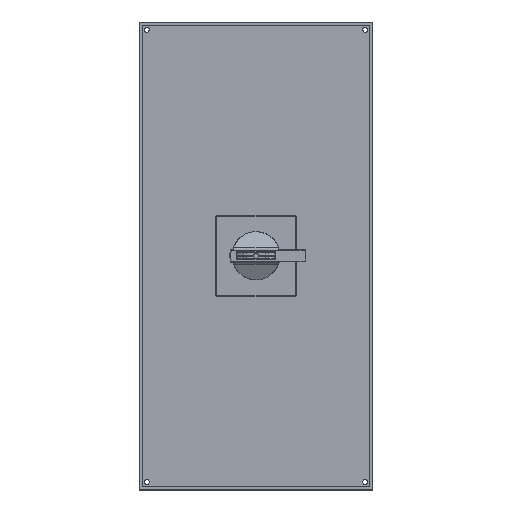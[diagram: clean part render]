
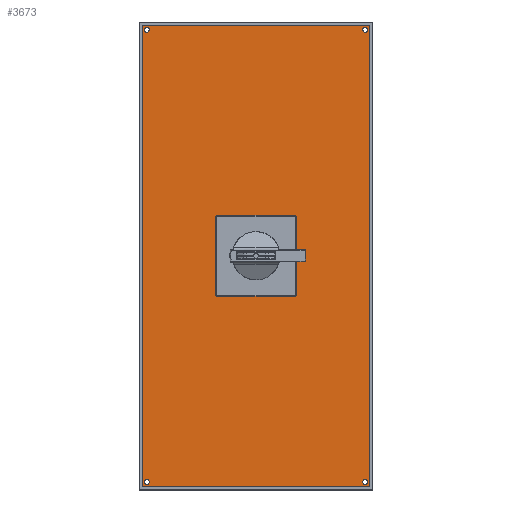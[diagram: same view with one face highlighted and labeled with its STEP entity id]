
A CAD part, top view. The second image highlights one B-rep face of the part: STEP entity #3673.
In plain terms, the highlighted planar face has unit normal (0, 0, 1).
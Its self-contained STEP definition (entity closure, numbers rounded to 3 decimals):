
#79=PLANE('',#3932);
#385=LINE('',#5653,#823);
#388=LINE('',#5659,#826);
#390=LINE('',#5663,#828);
#391=LINE('',#5665,#829);
#392=LINE('',#5670,#830);
#393=LINE('',#5674,#831);
#394=LINE('',#5678,#832);
#395=LINE('',#5682,#833);
#823=VECTOR('',#4497,1000.);
#826=VECTOR('',#4502,1000.);
#828=VECTOR('',#4506,1000.);
#829=VECTOR('',#4509,1000.);
#830=VECTOR('',#4514,1000.);
#831=VECTOR('',#4517,1000.);
#832=VECTOR('',#4520,1000.);
#833=VECTOR('',#4523,1000.);
#1405=ORIENTED_EDGE('',*,*,#2406,.F.);
#1406=ORIENTED_EDGE('',*,*,#2407,.F.);
#1407=ORIENTED_EDGE('',*,*,#2408,.F.);
#1408=ORIENTED_EDGE('',*,*,#2409,.F.);
#1409=ORIENTED_EDGE('',*,*,#2410,.F.);
#1410=ORIENTED_EDGE('',*,*,#2411,.F.);
#1411=ORIENTED_EDGE('',*,*,#2412,.F.);
#1412=ORIENTED_EDGE('',*,*,#2413,.F.);
#1413=ORIENTED_EDGE('',*,*,#2372,.F.);
#1414=ORIENTED_EDGE('',*,*,#2370,.F.);
#1415=ORIENTED_EDGE('',*,*,#2368,.F.);
#1416=ORIENTED_EDGE('',*,*,#2366,.F.);
#1417=ORIENTED_EDGE('',*,*,#2399,.T.);
#1418=ORIENTED_EDGE('',*,*,#2402,.T.);
#1419=ORIENTED_EDGE('',*,*,#2404,.T.);
#1420=ORIENTED_EDGE('',*,*,#2405,.T.);
#2366=EDGE_CURVE('',#2870,#2870,#3100,.T.);
#2368=EDGE_CURVE('',#2872,#2872,#3102,.T.);
#2370=EDGE_CURVE('',#2874,#2874,#3104,.T.);
#2372=EDGE_CURVE('',#2876,#2876,#3106,.T.);
#2399=EDGE_CURVE('',#2902,#2901,#385,.T.);
#2402=EDGE_CURVE('',#2901,#2903,#388,.T.);
#2404=EDGE_CURVE('',#2903,#2904,#390,.T.);
#2405=EDGE_CURVE('',#2904,#2902,#391,.T.);
#2406=EDGE_CURVE('',#2905,#2906,#3107,.T.);
#2407=EDGE_CURVE('',#2907,#2905,#392,.T.);
#2408=EDGE_CURVE('',#2908,#2907,#3108,.T.);
#2409=EDGE_CURVE('',#2909,#2908,#393,.T.);
#2410=EDGE_CURVE('',#2910,#2909,#3109,.T.);
#2411=EDGE_CURVE('',#2911,#2910,#394,.T.);
#2412=EDGE_CURVE('',#2912,#2911,#3110,.T.);
#2413=EDGE_CURVE('',#2906,#2912,#395,.T.);
#2870=VERTEX_POINT('',#5583);
#2872=VERTEX_POINT('',#5588);
#2874=VERTEX_POINT('',#5593);
#2876=VERTEX_POINT('',#5598);
#2901=VERTEX_POINT('',#5652);
#2902=VERTEX_POINT('',#5654);
#2903=VERTEX_POINT('',#5658);
#2904=VERTEX_POINT('',#5662);
#2905=VERTEX_POINT('',#5668);
#2906=VERTEX_POINT('',#5669);
#2907=VERTEX_POINT('',#5671);
#2908=VERTEX_POINT('',#5673);
#2909=VERTEX_POINT('',#5675);
#2910=VERTEX_POINT('',#5677);
#2911=VERTEX_POINT('',#5679);
#2912=VERTEX_POINT('',#5681);
#3100=CIRCLE('',#3916,4.);
#3102=CIRCLE('',#3919,4.);
#3104=CIRCLE('',#3922,4.);
#3106=CIRCLE('',#3925,4.);
#3107=CIRCLE('',#3933,4.);
#3108=CIRCLE('',#3934,4.);
#3109=CIRCLE('',#3935,4.);
#3110=CIRCLE('',#3936,4.);
#3209=EDGE_LOOP('',(#1405,#1406,#1407,#1408,#1409,#1410,#1411,#1412));
#3210=EDGE_LOOP('',(#1413));
#3211=EDGE_LOOP('',(#1414));
#3212=EDGE_LOOP('',(#1415));
#3213=EDGE_LOOP('',(#1416));
#3214=EDGE_LOOP('',(#1417,#1418,#1419,#1420));
#3431=FACE_BOUND('',#3209,.T.);
#3432=FACE_BOUND('',#3210,.T.);
#3433=FACE_BOUND('',#3211,.T.);
#3434=FACE_BOUND('',#3212,.T.);
#3435=FACE_BOUND('',#3213,.T.);
#3436=FACE_BOUND('',#3214,.T.);
#3673=ADVANCED_FACE('',(#3431,#3432,#3433,#3434,#3435,#3436),#79,.T.);
#3916=AXIS2_PLACEMENT_3D('',#5582,#4445,#4446);
#3919=AXIS2_PLACEMENT_3D('',#5587,#4451,#4452);
#3922=AXIS2_PLACEMENT_3D('',#5592,#4457,#4458);
#3925=AXIS2_PLACEMENT_3D('',#5597,#4463,#4464);
#3932=AXIS2_PLACEMENT_3D('',#5666,#4510,#4511);
#3933=AXIS2_PLACEMENT_3D('',#5667,#4512,#4513);
#3934=AXIS2_PLACEMENT_3D('',#5672,#4515,#4516);
#3935=AXIS2_PLACEMENT_3D('',#5676,#4518,#4519);
#3936=AXIS2_PLACEMENT_3D('',#5680,#4521,#4522);
#4445=DIRECTION('',(0.,0.,1.));
#4446=DIRECTION('',(1.,0.,0.));
#4451=DIRECTION('',(0.,0.,1.));
#4452=DIRECTION('',(1.,0.,0.));
#4457=DIRECTION('',(0.,0.,1.));
#4458=DIRECTION('',(1.,0.,0.));
#4463=DIRECTION('',(0.,0.,1.));
#4464=DIRECTION('',(1.,0.,0.));
#4497=DIRECTION('',(-1.,0.,0.));
#4502=DIRECTION('',(0.,-1.,0.));
#4506=DIRECTION('',(1.,0.,0.));
#4509=DIRECTION('',(0.,1.,0.));
#4510=DIRECTION('',(0.,0.,1.));
#4511=DIRECTION('',(1.,0.,0.));
#4512=DIRECTION('',(0.,0.,1.));
#4513=DIRECTION('',(1.,0.,0.));
#4514=DIRECTION('',(0.,-1.,0.));
#4515=DIRECTION('',(0.,0.,1.));
#4516=DIRECTION('',(1.,0.,0.));
#4517=DIRECTION('',(-1.,0.,0.));
#4518=DIRECTION('',(0.,0.,1.));
#4519=DIRECTION('',(1.,0.,0.));
#4520=DIRECTION('',(0.,1.,0.));
#4521=DIRECTION('',(0.,0.,1.));
#4522=DIRECTION('',(1.,0.,0.));
#4523=DIRECTION('',(1.,0.,0.));
#5582=CARTESIAN_POINT('',(362.5,12.5,225.));
#5583=CARTESIAN_POINT('',(366.5,12.5,225.));
#5587=CARTESIAN_POINT('',(362.5,737.5,225.));
#5588=CARTESIAN_POINT('',(366.5,737.5,225.));
#5592=CARTESIAN_POINT('',(12.5,12.5,225.));
#5593=CARTESIAN_POINT('',(16.5,12.5,225.));
#5597=CARTESIAN_POINT('',(12.5,737.5,225.));
#5598=CARTESIAN_POINT('',(16.5,737.5,225.));
#5652=CARTESIAN_POINT('',(5.,745.,225.));
#5653=CARTESIAN_POINT('',(370.,745.,225.));
#5654=CARTESIAN_POINT('',(370.,745.,225.));
#5658=CARTESIAN_POINT('',(5.,5.,225.));
#5659=CARTESIAN_POINT('',(5.,745.,225.));
#5662=CARTESIAN_POINT('',(370.,5.,225.));
#5663=CARTESIAN_POINT('',(5.,5.,225.));
#5665=CARTESIAN_POINT('',(370.,5.,225.));
#5666=CARTESIAN_POINT('',(0.,0.,225.));
#5667=CARTESIAN_POINT('',(126.5,314.,225.));
#5668=CARTESIAN_POINT('',(122.5,314.,225.));
#5669=CARTESIAN_POINT('',(126.5,310.,225.));
#5670=CARTESIAN_POINT('',(122.5,436.,225.));
#5671=CARTESIAN_POINT('',(122.5,436.,225.));
#5672=CARTESIAN_POINT('',(126.5,436.,225.));
#5673=CARTESIAN_POINT('',(126.5,440.,225.));
#5674=CARTESIAN_POINT('',(248.5,440.,225.));
#5675=CARTESIAN_POINT('',(248.5,440.,225.));
#5676=CARTESIAN_POINT('',(248.5,436.,225.));
#5677=CARTESIAN_POINT('',(252.5,436.,225.));
#5678=CARTESIAN_POINT('',(252.5,314.,225.));
#5679=CARTESIAN_POINT('',(252.5,314.,225.));
#5680=CARTESIAN_POINT('',(248.5,314.,225.));
#5681=CARTESIAN_POINT('',(248.5,310.,225.));
#5682=CARTESIAN_POINT('',(126.5,310.,225.));
